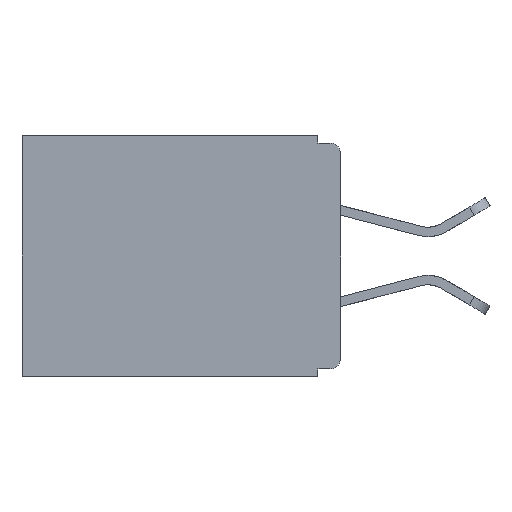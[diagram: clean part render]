
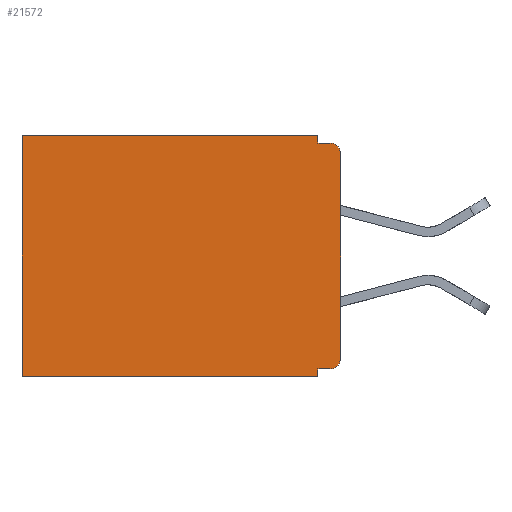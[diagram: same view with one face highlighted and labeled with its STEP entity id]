
A CAD part, left-side view. The second image highlights one B-rep face of the part: STEP entity #21572.
In plain terms, the highlighted planar face has unit normal (-1, 0, 0).
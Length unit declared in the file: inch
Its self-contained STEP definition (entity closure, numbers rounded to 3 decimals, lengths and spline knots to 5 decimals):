
#64 = CARTESIAN_POINT ( 'NONE',  ( 0.3, 0.015, -0.01 ) ) ;
#130 = LINE ( 'NONE', #20577, #4487 ) ;
#273 = DIRECTION ( 'NONE',  ( 0., 0., -1. ) ) ;
#379 = ORIENTED_EDGE ( 'NONE', *, *, #22067, .T. ) ;
#532 = PLANE ( 'NONE',  #16616 ) ;
#679 = VERTEX_POINT ( 'NONE', #14102 ) ;
#1698 = EDGE_CURVE ( 'NONE', #9543, #18214, #22818, .T. ) ;
#1744 = DIRECTION ( 'NONE',  ( -1., 0., 0. ) ) ;
#1776 = DIRECTION ( 'NONE',  ( 0., -1., 0. ) ) ;
#2206 = ORIENTED_EDGE ( 'NONE', *, *, #19727, .T. ) ;
#2440 = DIRECTION ( 'NONE',  ( 0., 0., -1. ) ) ;
#2558 = VECTOR ( 'NONE', #21527, 39.37008 ) ;
#2838 = VECTOR ( 'NONE', #1776, 39.37008 ) ;
#3275 = DIRECTION ( 'NONE',  ( 0., 1., 0. ) ) ;
#3400 = LINE ( 'NONE', #3543, #2838 ) ;
#3407 = LINE ( 'NONE', #22605, #22195 ) ;
#3543 = CARTESIAN_POINT ( 'NONE',  ( 0.3, 0., -0.01 ) ) ;
#3696 = EDGE_CURVE ( 'NONE', #6024, #21987, #13613, .T. ) ;
#4298 = DIRECTION ( 'NONE',  ( 0., 0., -1. ) ) ;
#4487 = VECTOR ( 'NONE', #20813, 39.37008 ) ;
#4517 = VERTEX_POINT ( 'NONE', #9572 ) ;
#4733 = ORIENTED_EDGE ( 'NONE', *, *, #1698, .F. ) ;
#5416 = CARTESIAN_POINT ( 'NONE',  ( 0.3, 0.437, -0.33 ) ) ;
#5699 = CARTESIAN_POINT ( 'NONE',  ( 0.3, 0.031, -0.32 ) ) ;
#5733 = CARTESIAN_POINT ( 'NONE',  ( 0.3, 0., -0.33 ) ) ;
#5916 = CARTESIAN_POINT ( 'NONE',  ( 0.3, 0., -0.33 ) ) ;
#6024 = VERTEX_POINT ( 'NONE', #20390 ) ;
#7375 = VERTEX_POINT ( 'NONE', #17900 ) ;
#7807 = DIRECTION ( 'NONE',  ( 0., 0., -1. ) ) ;
#7914 = ORIENTED_EDGE ( 'NONE', *, *, #11143, .F. ) ;
#8557 = VERTEX_POINT ( 'NONE', #5699 ) ;
#8654 = LINE ( 'NONE', #21968, #21983 ) ;
#8867 = VECTOR ( 'NONE', #3275, 39.37008 ) ;
#9024 = EDGE_CURVE ( 'NONE', #679, #8557, #130, .T. ) ;
#9543 = VERTEX_POINT ( 'NONE', #19545 ) ;
#9572 = CARTESIAN_POINT ( 'NONE',  ( 0.3, 0., -0.025 ) ) ;
#10161 = ORIENTED_EDGE ( 'NONE', *, *, #20472, .T. ) ;
#11143 = EDGE_CURVE ( 'NONE', #4517, #7375, #20735, .T. ) ;
#11259 = DIRECTION ( 'NONE',  ( -1., 0., 0. ) ) ;
#11495 = CARTESIAN_POINT ( 'NONE',  ( 0.3, 0., -0.33 ) ) ;
#12639 = CARTESIAN_POINT ( 'NONE',  ( 0.3, 0.015, -0.025 ) ) ;
#13220 = ORIENTED_EDGE ( 'NONE', *, *, #19309, .T. ) ;
#13277 = DIRECTION ( 'NONE',  ( 1., 0., 0. ) ) ;
#13613 = LINE ( 'NONE', #5733, #8867 ) ;
#13787 = ORIENTED_EDGE ( 'NONE', *, *, #14380, .F. ) ;
#14069 = DIRECTION ( 'NONE',  ( 0., 0., -1. ) ) ;
#14102 = CARTESIAN_POINT ( 'NONE',  ( 0.3, 0.015, -0.32 ) ) ;
#14380 = EDGE_CURVE ( 'NONE', #18214, #20784, #3400, .T. ) ;
#14392 = DIRECTION ( 'NONE',  ( 0., 0., -1. ) ) ;
#14629 = VERTEX_POINT ( 'NONE', #16778 ) ;
#16108 = CIRCLE ( 'NONE', #22996, 0.015 ) ;
#16616 = AXIS2_PLACEMENT_3D ( 'NONE', #11495, #13277, #2440 ) ;
#16641 = CARTESIAN_POINT ( 'NONE',  ( 0.3, 0.031, 0. ) ) ;
#16698 = DIRECTION ( 'NONE',  ( 0., 0., -1. ) ) ;
#16778 = CARTESIAN_POINT ( 'NONE',  ( 0.3, 0.437, 0. ) ) ;
#16864 = LINE ( 'NONE', #19845, #2558 ) ;
#17787 = AXIS2_PLACEMENT_3D ( 'NONE', #12639, #1744, #14392 ) ;
#17808 = VECTOR ( 'NONE', #16698, 39.37008 ) ;
#17900 = CARTESIAN_POINT ( 'NONE',  ( 0.3, 0., -0.305 ) ) ;
#18214 = VERTEX_POINT ( 'NONE', #21129 ) ;
#19119 = CIRCLE ( 'NONE', #17787, 0.015 ) ;
#19309 = EDGE_CURVE ( 'NONE', #4517, #20784, #19119, .T. ) ;
#19545 = CARTESIAN_POINT ( 'NONE',  ( 0.3, 0.031, 0. ) ) ;
#19558 = EDGE_LOOP ( 'NONE', ( #7914, #13220, #13787, #4733, #379, #10161, #20533, #21588, #22405, #2206 ) ) ;
#19727 = EDGE_CURVE ( 'NONE', #679, #7375, #16108, .T. ) ;
#19845 = CARTESIAN_POINT ( 'NONE',  ( 0.3, 0., 0. ) ) ;
#20390 = CARTESIAN_POINT ( 'NONE',  ( 0.3, 0.031, -0.33 ) ) ;
#20472 = EDGE_CURVE ( 'NONE', #14629, #21987, #8654, .T. ) ;
#20533 = ORIENTED_EDGE ( 'NONE', *, *, #3696, .F. ) ;
#20577 = CARTESIAN_POINT ( 'NONE',  ( 0.3, 0., -0.32 ) ) ;
#20735 = LINE ( 'NONE', #5916, #21777 ) ;
#20784 = VERTEX_POINT ( 'NONE', #64 ) ;
#20813 = DIRECTION ( 'NONE',  ( 0., 1., 0. ) ) ;
#21129 = CARTESIAN_POINT ( 'NONE',  ( 0.3, 0.031, -0.01 ) ) ;
#21187 = EDGE_CURVE ( 'NONE', #8557, #6024, #3407, .T. ) ;
#21527 = DIRECTION ( 'NONE',  ( 0., 1., 0. ) ) ;
#21572 = ADVANCED_FACE ( 'NONE', ( #22701 ), #532, .F. ) ;
#21588 = ORIENTED_EDGE ( 'NONE', *, *, #21187, .F. ) ;
#21620 = CARTESIAN_POINT ( 'NONE',  ( 0.3, 0.015, -0.305 ) ) ;
#21777 = VECTOR ( 'NONE', #7807, 39.37008 ) ;
#21968 = CARTESIAN_POINT ( 'NONE',  ( 0.3, 0.437, -0.33 ) ) ;
#21983 = VECTOR ( 'NONE', #4298, 39.37008 ) ;
#21987 = VERTEX_POINT ( 'NONE', #5416 ) ;
#22067 = EDGE_CURVE ( 'NONE', #9543, #14629, #16864, .T. ) ;
#22195 = VECTOR ( 'NONE', #14069, 39.37008 ) ;
#22405 = ORIENTED_EDGE ( 'NONE', *, *, #9024, .F. ) ;
#22605 = CARTESIAN_POINT ( 'NONE',  ( 0.3, 0.031, -0.33 ) ) ;
#22701 = FACE_OUTER_BOUND ( 'NONE', #19558, .T. ) ;
#22818 = LINE ( 'NONE', #16641, #17808 ) ;
#22996 = AXIS2_PLACEMENT_3D ( 'NONE', #21620, #11259, #273 ) ;
